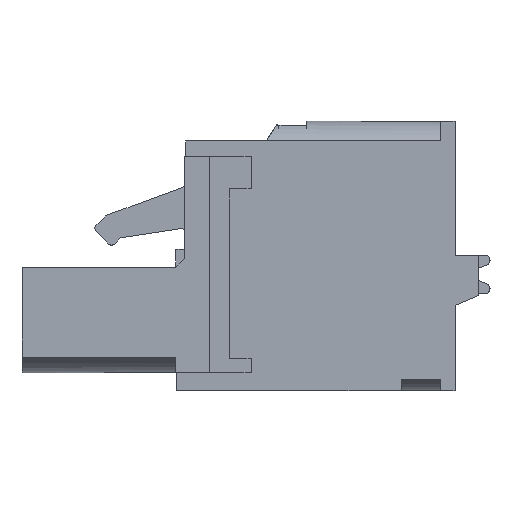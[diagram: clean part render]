
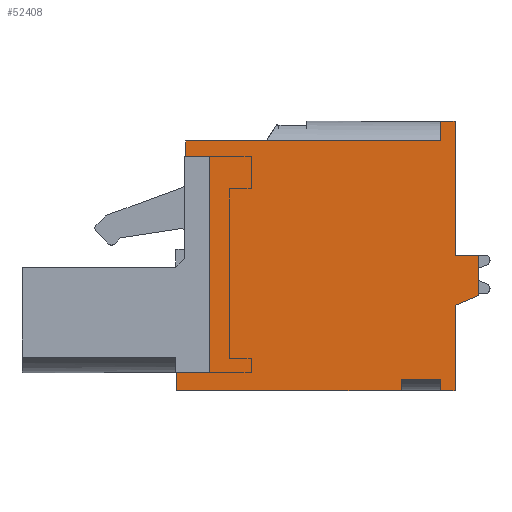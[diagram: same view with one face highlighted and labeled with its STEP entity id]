
A CAD part, left-side view. The second image highlights one B-rep face of the part: STEP entity #52408.
In plain terms, the highlighted planar face has unit normal (-1, 0, 0).
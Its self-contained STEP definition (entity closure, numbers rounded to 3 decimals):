
#4994=ORIENTED_EDGE('',*,*,#19921,.T.);
#4995=ORIENTED_EDGE('',*,*,#17227,.T.);
#4996=ORIENTED_EDGE('',*,*,#18521,.T.);
#4997=ORIENTED_EDGE('',*,*,#18070,.T.);
#4998=ORIENTED_EDGE('',*,*,#19922,.T.);
#4999=ORIENTED_EDGE('',*,*,#17896,.T.);
#5000=ORIENTED_EDGE('',*,*,#18403,.F.);
#5001=ORIENTED_EDGE('',*,*,#18250,.F.);
#5002=ORIENTED_EDGE('',*,*,#19923,.T.);
#5003=ORIENTED_EDGE('',*,*,#19905,.T.);
#5004=ORIENTED_EDGE('',*,*,#19924,.T.);
#5005=ORIENTED_EDGE('',*,*,#19925,.F.);
#5006=ORIENTED_EDGE('',*,*,#17458,.T.);
#5007=ORIENTED_EDGE('',*,*,#19926,.T.);
#5008=ORIENTED_EDGE('',*,*,#19927,.T.);
#5009=ORIENTED_EDGE('',*,*,#19928,.F.);
#5010=ORIENTED_EDGE('',*,*,#19929,.F.);
#5011=ORIENTED_EDGE('',*,*,#18354,.T.);
#17227=EDGE_CURVE('',#25007,#25006,#30126,.T.);
#17458=EDGE_CURVE('',#25238,#25237,#30357,.T.);
#17896=EDGE_CURVE('',#25676,#25675,#30713,.T.);
#18070=EDGE_CURVE('',#25850,#25849,#30887,.T.);
#18250=EDGE_CURVE('',#26028,#26029,#31067,.T.);
#18354=EDGE_CURVE('',#26133,#26132,#31171,.T.);
#18403=EDGE_CURVE('',#26029,#25675,#31205,.T.);
#18521=EDGE_CURVE('',#25006,#25850,#31323,.T.);
#19905=EDGE_CURVE('',#27128,#27127,#32346,.T.);
#19921=EDGE_CURVE('',#26132,#25007,#32352,.T.);
#19922=EDGE_CURVE('',#25849,#25676,#32353,.T.);
#19923=EDGE_CURVE('',#26028,#27128,#32354,.T.);
#19924=EDGE_CURVE('',#27127,#27136,#32355,.T.);
#19925=EDGE_CURVE('',#25238,#27136,#32356,.T.);
#19926=EDGE_CURVE('',#25237,#27137,#32357,.T.);
#19927=EDGE_CURVE('',#27137,#27138,#32358,.T.);
#19928=EDGE_CURVE('',#27139,#27138,#32359,.T.);
#19929=EDGE_CURVE('',#26133,#27139,#32360,.T.);
#25006=VERTEX_POINT('',#72513);
#25007=VERTEX_POINT('',#72515);
#25237=VERTEX_POINT('',#72976);
#25238=VERTEX_POINT('',#72978);
#25675=VERTEX_POINT('',#73874);
#25676=VERTEX_POINT('',#73876);
#25849=VERTEX_POINT('',#74223);
#25850=VERTEX_POINT('',#74225);
#26028=VERTEX_POINT('',#74583);
#26029=VERTEX_POINT('',#74585);
#26132=VERTEX_POINT('',#74792);
#26133=VERTEX_POINT('',#74794);
#27127=VERTEX_POINT('',#77872);
#27128=VERTEX_POINT('',#77874);
#27136=VERTEX_POINT('',#77906);
#27137=VERTEX_POINT('',#77909);
#27138=VERTEX_POINT('',#77911);
#27139=VERTEX_POINT('',#77913);
#30126=LINE('',#72514,#36937);
#30357=LINE('',#72977,#37168);
#30713=LINE('',#73875,#37524);
#30887=LINE('',#74224,#37698);
#31067=LINE('',#74584,#37878);
#31171=LINE('',#74793,#37982);
#31205=LINE('',#74890,#38016);
#31323=LINE('',#75087,#38134);
#32346=LINE('',#77873,#39157);
#32352=LINE('',#77902,#39163);
#32353=LINE('',#77903,#39164);
#32354=LINE('',#77904,#39165);
#32355=LINE('',#77905,#39166);
#32356=LINE('',#77907,#39167);
#32357=LINE('',#77908,#39168);
#32358=LINE('',#77910,#39169);
#32359=LINE('',#77912,#39170);
#32360=LINE('',#77914,#39171);
#36937=VECTOR('',#58380,1000.);
#37168=VECTOR('',#58613,1000.);
#37524=VECTOR('',#59177,1000.);
#37698=VECTOR('',#59353,1000.);
#37878=VECTOR('',#59535,1000.);
#37982=VECTOR('',#59641,1000.);
#38016=VECTOR('',#59725,1000.);
#38134=VECTOR('',#59845,1000.);
#39157=VECTOR('',#62332,1000.);
#39163=VECTOR('',#62368,1000.);
#39164=VECTOR('',#62369,1000.);
#39165=VECTOR('',#62370,1000.);
#39166=VECTOR('',#62371,1000.);
#39167=VECTOR('',#62372,1000.);
#39168=VECTOR('',#62373,1000.);
#39169=VECTOR('',#62374,1000.);
#39170=VECTOR('',#62375,1000.);
#39171=VECTOR('',#62376,1000.);
#44228=EDGE_LOOP('',(#4994,#4995,#4996,#4997,#4998,#4999,#5000,#5001,#5002,
#5003,#5004,#5005,#5006,#5007,#5008,#5009,#5010,#5011));
#47219=FACE_BOUND('',#44228,.T.);
#50034=PLANE('',#55551);
#52408=ADVANCED_FACE('',(#47219),#50034,.T.);
#55551=AXIS2_PLACEMENT_3D('',#77901,#62366,#62367);
#58380=DIRECTION('',(0.,1.,0.));
#58613=DIRECTION('',(0.,0.,1.));
#59177=DIRECTION('',(0.,1.,0.));
#59353=DIRECTION('',(0.,-1.,0.));
#59535=DIRECTION('',(0.,1.,0.));
#59641=DIRECTION('',(0.,1.,0.));
#59725=DIRECTION('',(0.,0.,1.));
#59845=DIRECTION('',(0.,0.,-1.));
#62332=DIRECTION('',(0.,-1.,0.));
#62366=DIRECTION('',(-1.,0.,0.));
#62367=DIRECTION('',(0.,0.,1.));
#62368=DIRECTION('',(0.,0.,-1.));
#62369=DIRECTION('',(0.,0.,-1.));
#62370=DIRECTION('',(0.,0.,1.));
#62371=DIRECTION('',(0.,0.,-1.));
#62372=DIRECTION('',(0.,1.,0.));
#62373=DIRECTION('',(0.,-0.921,0.39));
#62374=DIRECTION('',(0.,0.,1.));
#62375=DIRECTION('',(0.,-1.,0.));
#62376=DIRECTION('',(0.,0.,-1.));
#72513=CARTESIAN_POINT('',(-50.8,7.9,6.4));
#72514=CARTESIAN_POINT('',(-50.8,3.4,6.4));
#72515=CARTESIAN_POINT('',(-50.8,-6.3,6.4));
#72976=CARTESIAN_POINT('',(-50.8,-7.1,-2.75));
#72977=CARTESIAN_POINT('',(-50.8,-7.1,-7.5));
#72978=CARTESIAN_POINT('',(-50.8,-7.1,-7.5));
#73874=CARTESIAN_POINT('',(-50.8,8.4,-6.5));
#73875=CARTESIAN_POINT('',(-50.8,8.4,-6.5));
#73876=CARTESIAN_POINT('',(-50.8,6.57,-6.5));
#74223=CARTESIAN_POINT('',(-50.8,6.57,5.55));
#74224=CARTESIAN_POINT('',(-50.8,7.9,5.55));
#74225=CARTESIAN_POINT('',(-50.8,7.9,5.55));
#74583=CARTESIAN_POINT('',(-50.8,-4.1,-7.5));
#74584=CARTESIAN_POINT('',(-50.8,-8.4,-7.5));
#74585=CARTESIAN_POINT('',(-50.8,8.4,-7.5));
#74792=CARTESIAN_POINT('',(-50.8,-6.3,7.5));
#74793=CARTESIAN_POINT('',(-50.8,-8.4,7.5));
#74794=CARTESIAN_POINT('',(-50.8,-7.1,7.5));
#74890=CARTESIAN_POINT('',(-50.8,8.4,-7.5));
#75087=CARTESIAN_POINT('',(-50.8,7.9,6.4));
#77872=CARTESIAN_POINT('',(-50.8,-6.3,-6.9));
#77873=CARTESIAN_POINT('',(-50.8,-4.1,-6.9));
#77874=CARTESIAN_POINT('',(-50.8,-4.1,-6.9));
#77901=CARTESIAN_POINT('',(-50.8,-8.4,-7.5));
#77902=CARTESIAN_POINT('',(-50.8,-6.3,7.701));
#77903=CARTESIAN_POINT('',(-50.8,6.57,5.55));
#77904=CARTESIAN_POINT('',(-50.8,-4.1,-7.5));
#77905=CARTESIAN_POINT('',(-50.8,-6.3,-6.9));
#77906=CARTESIAN_POINT('',(-50.8,-6.3,-7.5));
#77907=CARTESIAN_POINT('',(-50.8,-8.4,-7.5));
#77908=CARTESIAN_POINT('',(-50.8,-7.1,-2.75));
#77909=CARTESIAN_POINT('',(-50.8,-8.4,-2.2));
#77910=CARTESIAN_POINT('',(-50.8,-8.4,-7.5));
#77911=CARTESIAN_POINT('',(-50.8,-8.4,0.05));
#77912=CARTESIAN_POINT('',(-50.8,-8.4,0.05));
#77913=CARTESIAN_POINT('',(-50.8,-7.1,0.05));
#77914=CARTESIAN_POINT('',(-50.8,-7.1,7.5));
